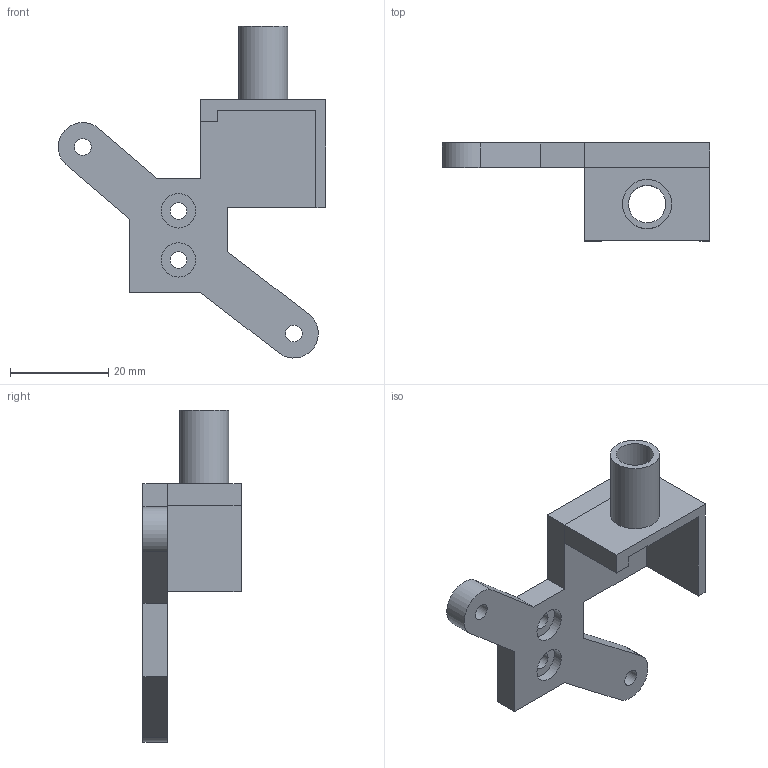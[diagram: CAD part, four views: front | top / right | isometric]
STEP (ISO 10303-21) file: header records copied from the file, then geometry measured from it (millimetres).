
FILE_DESCRIPTION(('FreeCAD Model'),'2;1');
FILE_NAME('Open CASCADE Shape Model','2024-02-03T22:55:14',(''),(''), 'Open CASCADE STEP processor 7.6','FreeCAD','Unknown');
FILE_SCHEMA(('AUTOMOTIVE_DESIGN { 1 0 10303 214 1 1 1 1 }'));
Length unit declared in the file: millimetre
Products named in the file (1): cpap_5015
Bounding box: 54.49 x 20 x 67.67 mm (x, y, z)
Volume: 8615.7 mm3; surface area: 6434.2 mm2
Topology: 1 solids, 1 shells, 37 faces, 90 edges, 58 vertices
Faces by surface type: plane 26, cylinder 11
Full cylindrical faces by diameter (mm): 3.4 x4, 7 x2, 7.6 x2, 10 x1
Entity records: 2290 total; most frequent: CARTESIAN_POINT 500, DIRECTION 308, LINE 185, VECTOR 185, ORIENTED_EDGE 180, PCURVE 180, DEFINITIONAL_REPRESENTATION 180, EDGE_CURVE 90
